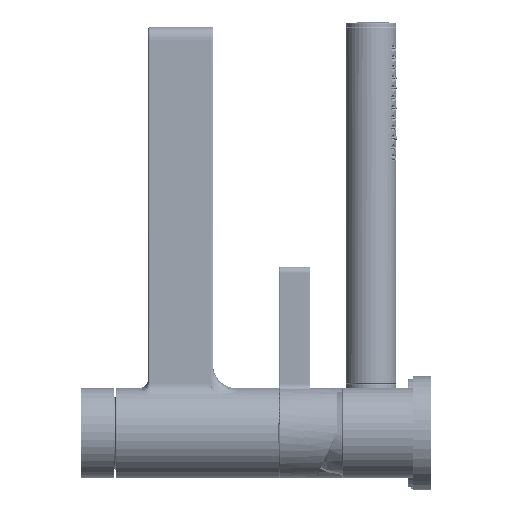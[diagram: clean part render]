
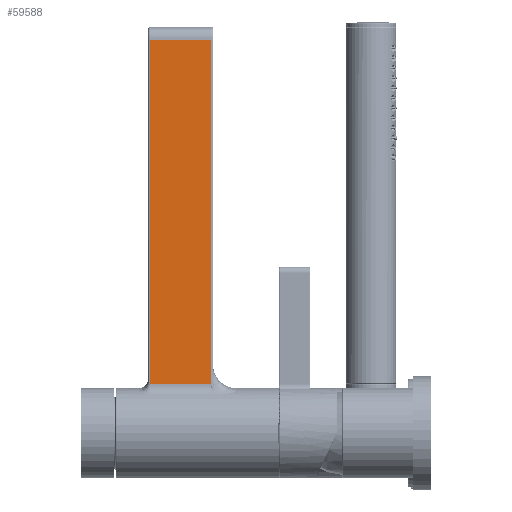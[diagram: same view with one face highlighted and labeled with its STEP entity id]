
A CAD part, left-side view. The second image highlights one B-rep face of the part: STEP entity #59588.
In plain terms, the highlighted planar face has unit normal (-1, 0, 0).
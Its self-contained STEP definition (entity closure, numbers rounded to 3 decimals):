
#5665=PLANE('',#63693);
#6801=FACE_OUTER_BOUND('',#10302,.T.);
#10302=EDGE_LOOP('',(#40444,#40445,#40446,#40447));
#14489=LINE('',#91988,#17371);
#14492=LINE('',#92003,#17374);
#14495=LINE('',#92014,#17377);
#14497=LINE('',#92017,#17379);
#17371=VECTOR('',#71631,10.);
#17374=VECTOR('',#71650,10.);
#17377=VECTOR('',#71665,10.);
#17379=VECTOR('',#71669,10.);
#23431=VERTEX_POINT('',#91483);
#23435=VERTEX_POINT('',#91947);
#23437=VERTEX_POINT('',#91992);
#23441=VERTEX_POINT('',#92008);
#29742=EDGE_CURVE('',#23435,#23431,#14489,.T.);
#29749=EDGE_CURVE('',#23431,#23437,#14492,.T.);
#29755=EDGE_CURVE('',#23437,#23441,#14495,.T.);
#29757=EDGE_CURVE('',#23441,#23435,#14497,.T.);
#40444=ORIENTED_EDGE('',*,*,#29742,.F.);
#40445=ORIENTED_EDGE('',*,*,#29757,.F.);
#40446=ORIENTED_EDGE('',*,*,#29755,.F.);
#40447=ORIENTED_EDGE('',*,*,#29749,.F.);
#59588=ADVANCED_FACE('',(#6801),#5665,.T.);
#63693=AXIS2_PLACEMENT_3D('',#92030,#71688,#71689);
#71631=DIRECTION('',(0.,1.,0.));
#71650=DIRECTION('',(0.,0.,1.));
#71665=DIRECTION('',(0.,-1.,0.));
#71669=DIRECTION('',(0.,0.,-1.));
#71688=DIRECTION('center_axis',(-1.,0.,0.));
#71689=DIRECTION('ref_axis',(0.,0.,1.));
#91483=CARTESIAN_POINT('',(-10.,153.,27.111));
#91947=CARTESIAN_POINT('',(-10.,119.,27.111));
#91988=CARTESIAN_POINT('',(-10.,0.,27.111));
#91992=CARTESIAN_POINT('',(-10.,153.,218.));
#92003=CARTESIAN_POINT('',(-10.,153.,56.25));
#92008=CARTESIAN_POINT('',(-10.,119.,218.));
#92014=CARTESIAN_POINT('',(-10.,145.,218.));
#92017=CARTESIAN_POINT('',(-10.,119.,168.75));
#92030=CARTESIAN_POINT('Origin',(-10.,136.,112.5));
